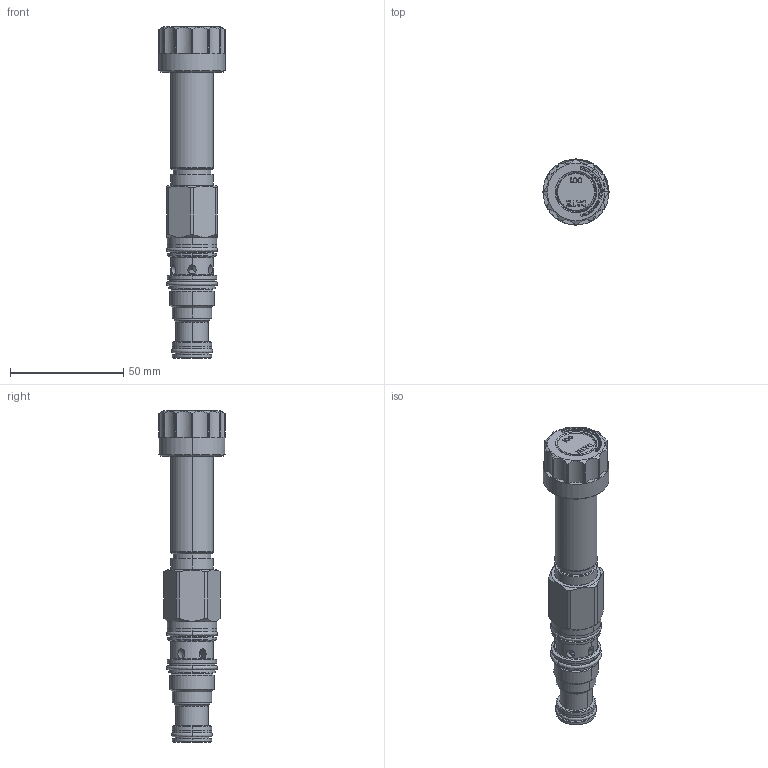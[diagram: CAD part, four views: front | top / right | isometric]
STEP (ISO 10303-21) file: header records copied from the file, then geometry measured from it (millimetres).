
FILE_DESCRIPTION((''),'2;1');
FILE_NAME('HDDA-XCN_PRT','2013-10-11T',('Administrator'),(''),'PRO/ENGINEER BY PARAMETRIC TECHNOLOGY CORPORATION, 2006240','PRO/ENGINEER BY PARAMETRIC TECHNOLOGY CORPORATION, 2006240','');
FILE_SCHEMA(('CONFIG_CONTROL_DESIGN'));
Length unit declared in the file: inch
Products named in the file (1): HDDA-XCN_PRT
Bounding box: 29.21 x 29.21 x 146.71 mm (x, y, z)
Volume: 57261.4 mm3; surface area: 21567.7 mm2
Topology: 6 solids, 7 shells, 1040 faces, 2708 edges, 1737 vertices
Faces by surface type: plane 657, cylinder 222, cone 83, torus 58, revolution 14, bspline 4, sphere 2
Entity records: 35354 total; most frequent: CARTESIAN_POINT 9893, ORIENTED_EDGE 5404, DIRECTION 5024, EDGE_CURVE 2702, VECTOR 1938, LINE 1938, VERTEX_POINT 1737, AXIS2_PLACEMENT_3D 1536
